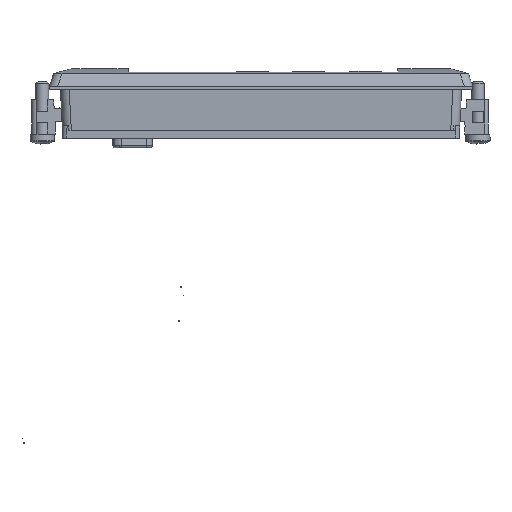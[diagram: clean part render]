
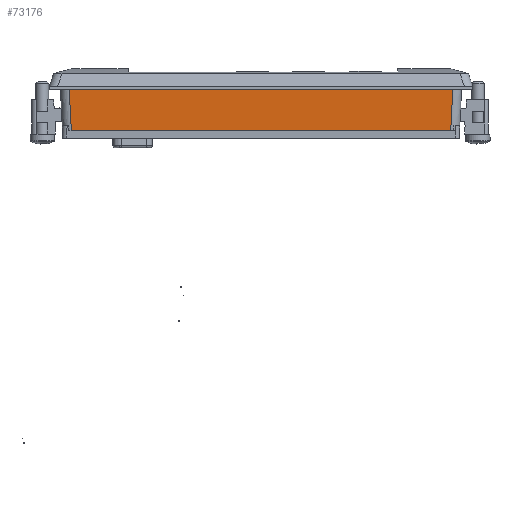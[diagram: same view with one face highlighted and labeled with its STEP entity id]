
A CAD part, left-side view. The second image highlights one B-rep face of the part: STEP entity #73176.
In plain terms, the highlighted planar face has unit normal (-0.999, 0, -0.05).
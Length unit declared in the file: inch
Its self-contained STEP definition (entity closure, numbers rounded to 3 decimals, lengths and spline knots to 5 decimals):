
#375 = EDGE_CURVE ( 'NONE', #21270, #31792, #58133, .T. ) ;
#1237 = CARTESIAN_POINT ( 'NONE',  ( -1.48432, 1.52, 0.10485 ) ) ;
#6806 = CARTESIAN_POINT ( 'NONE',  ( -1.48432, 1.5514, 0.10485 ) ) ;
#6886 = CARTESIAN_POINT ( 'NONE',  ( -1.5064, 1.54208, 0.54644 ) ) ;
#9358 = VERTEX_POINT ( 'NONE', #17089 ) ;
#12048 = VERTEX_POINT ( 'NONE', #16502 ) ;
#14138 = CARTESIAN_POINT ( 'NONE',  ( -1.5064, -1.8881, 0.54644 ) ) ;
#15773 = VECTOR ( 'NONE', #20116, 39.37008 ) ;
#16502 = CARTESIAN_POINT ( 'NONE',  ( -1.48432, -1.86602, 0.10485 ) ) ;
#17089 = CARTESIAN_POINT ( 'NONE',  ( -1.5064, -1.8881, 0.54644 ) ) ;
#18654 = DIRECTION ( 'NONE',  ( 0.05, 0., -0.999 ) ) ;
#20116 = DIRECTION ( 'NONE',  ( 0., 1., 0. ) ) ;
#20360 = EDGE_LOOP ( 'NONE', ( #61216, #76421, #27762, #52918 ) ) ;
#21270 = VERTEX_POINT ( 'NONE', #1237 ) ;
#22581 = EDGE_CURVE ( 'NONE', #9358, #12048, #84187, .T. ) ;
#23694 = AXIS2_PLACEMENT_3D ( 'NONE', #59232, #31385, #18654 ) ;
#25170 = EDGE_CURVE ( 'NONE', #12048, #21270, #36929, .T. ) ;
#25827 = CARTESIAN_POINT ( 'NONE',  ( -1.5064, 3.16605, 0.54644 ) ) ;
#27762 = ORIENTED_EDGE ( 'NONE', *, *, #25170, .F. ) ;
#31385 = DIRECTION ( 'NONE',  ( 0.999, 0., 0.05 ) ) ;
#31792 = VERTEX_POINT ( 'NONE', #6886 ) ;
#36929 = LINE ( 'NONE', #6806, #15773 ) ;
#40083 = VECTOR ( 'NONE', #43147, 39.37008 ) ;
#43147 = DIRECTION ( 'NONE',  ( -0.05, 0.05, 0.998 ) ) ;
#47318 = VECTOR ( 'NONE', #86843, 39.37008 ) ;
#48140 = VECTOR ( 'NONE', #68350, 39.37008 ) ;
#48382 = FACE_OUTER_BOUND ( 'NONE', #20360, .T. ) ;
#52918 = ORIENTED_EDGE ( 'NONE', *, *, #22581, .F. ) ;
#57314 = EDGE_CURVE ( 'NONE', #31792, #9358, #70713, .T. ) ;
#58133 = LINE ( 'NONE', #76406, #40083 ) ;
#59232 = CARTESIAN_POINT ( 'NONE',  ( -1.48432, 3.16605, 0.10485 ) ) ;
#61216 = ORIENTED_EDGE ( 'NONE', *, *, #57314, .F. ) ;
#68350 = DIRECTION ( 'NONE',  ( 0.05, 0.05, -0.998 ) ) ;
#70713 = LINE ( 'NONE', #25827, #47318 ) ;
#73176 = ADVANCED_FACE ( 'NONE', ( #48382 ), #79964, .F. ) ;
#76406 = CARTESIAN_POINT ( 'NONE',  ( -1.48387, 1.51955, 0.09585 ) ) ;
#76421 = ORIENTED_EDGE ( 'NONE', *, *, #375, .F. ) ;
#79964 = PLANE ( 'NONE',  #23694 ) ;
#84187 = LINE ( 'NONE', #14138, #48140 ) ;
#86843 = DIRECTION ( 'NONE',  ( 0., -1., 0. ) ) ;
